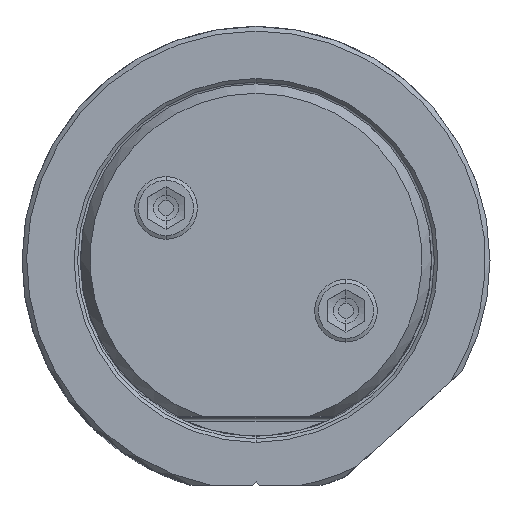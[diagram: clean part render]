
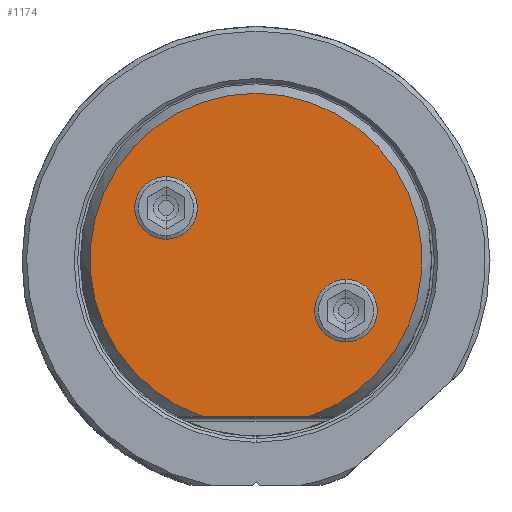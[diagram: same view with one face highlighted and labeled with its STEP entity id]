
A CAD part, top view. The second image highlights one B-rep face of the part: STEP entity #1174.
In plain terms, the highlighted planar face has unit normal (0, 0, 1).
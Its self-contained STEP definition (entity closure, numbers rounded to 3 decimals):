
#88=FACE_BOUND('',#1862,.T.);
#89=FACE_BOUND('',#1863,.T.);
#90=FACE_BOUND('',#1864,.T.);
#186=PLANE('',#6169);
#401=LINE('',#11884,#725);
#725=VECTOR('',#7323,1.);
#1174=ADVANCED_FACE('',(#88,#89,#90),#186,.T.);
#1862=EDGE_LOOP('',(#3074,#3075,#3076));
#1863=EDGE_LOOP('',(#3077,#3078));
#1864=EDGE_LOOP('',(#3079,#3080));
#3074=ORIENTED_EDGE('',*,*,#5016,.T.);
#3075=ORIENTED_EDGE('',*,*,#5019,.T.);
#3076=ORIENTED_EDGE('',*,*,#5017,.T.);
#3077=ORIENTED_EDGE('',*,*,#5022,.T.);
#3078=ORIENTED_EDGE('',*,*,#5023,.T.);
#3079=ORIENTED_EDGE('',*,*,#5024,.T.);
#3080=ORIENTED_EDGE('',*,*,#5025,.T.);
#4321=VERTEX_POINT('',#11874);
#4322=VERTEX_POINT('',#11876);
#4323=VERTEX_POINT('',#11878);
#4324=VERTEX_POINT('',#11891);
#4325=VERTEX_POINT('',#11892);
#4326=VERTEX_POINT('',#11895);
#4327=VERTEX_POINT('',#11896);
#5016=EDGE_CURVE('',#4322,#4321,#5537,.T.);
#5017=EDGE_CURVE('',#4323,#4322,#5538,.T.);
#5019=EDGE_CURVE('',#4321,#4323,#401,.T.);
#5022=EDGE_CURVE('',#4324,#4325,#5539,.T.);
#5023=EDGE_CURVE('',#4325,#4324,#5540,.T.);
#5024=EDGE_CURVE('',#4326,#4327,#5541,.T.);
#5025=EDGE_CURVE('',#4327,#4326,#5542,.T.);
#5537=CIRCLE('',#6159,18.022);
#5538=CIRCLE('',#6160,18.022);
#5539=CIRCLE('',#6165,3.4);
#5540=CIRCLE('',#6166,3.4);
#5541=CIRCLE('',#6167,3.4);
#5542=CIRCLE('',#6168,3.4);
#6159=AXIS2_PLACEMENT_3D('',#11875,#7317,#7318);
#6160=AXIS2_PLACEMENT_3D('',#11877,#7319,#7320);
#6165=AXIS2_PLACEMENT_3D('',#11890,#7332,#7333);
#6166=AXIS2_PLACEMENT_3D('',#11893,#7334,#7335);
#6167=AXIS2_PLACEMENT_3D('',#11894,#7336,#7337);
#6168=AXIS2_PLACEMENT_3D('',#11897,#7338,#7339);
#6169=AXIS2_PLACEMENT_3D('',#11898,#7340,#7341);
#7317=DIRECTION('',(0.,0.,1.));
#7318=DIRECTION('',(0.,1.,0.));
#7319=DIRECTION('',(0.,0.,1.));
#7320=DIRECTION('',(0.324,-0.946,0.));
#7323=DIRECTION('',(1.,0.,0.));
#7332=DIRECTION('',(0.,0.,-1.));
#7333=DIRECTION('',(1.,0.,0.));
#7334=DIRECTION('',(0.,0.,-1.));
#7335=DIRECTION('',(-1.,0.,0.));
#7336=DIRECTION('',(0.,0.,-1.));
#7337=DIRECTION('',(1.,0.,0.));
#7338=DIRECTION('',(0.,0.,-1.));
#7339=DIRECTION('',(-1.,0.,0.));
#7340=DIRECTION('',(0.,0.,1.));
#7341=DIRECTION('',(1.,0.,0.));
#11874=CARTESIAN_POINT('',(-5.839,-17.05,69.85));
#11875=CARTESIAN_POINT('',(0.,0.,69.85));
#11876=CARTESIAN_POINT('',(0.,18.022,69.85));
#11877=CARTESIAN_POINT('',(0.,0.,69.85));
#11878=CARTESIAN_POINT('',(5.839,-17.05,69.85));
#11884=CARTESIAN_POINT('',(-5.839,-17.05,69.85));
#11890=CARTESIAN_POINT('',(9.767,-5.577,69.85));
#11891=CARTESIAN_POINT('',(13.167,-5.577,69.85));
#11892=CARTESIAN_POINT('',(6.367,-5.577,69.85));
#11893=CARTESIAN_POINT('',(9.767,-5.577,69.85));
#11894=CARTESIAN_POINT('',(-9.767,5.577,69.85));
#11895=CARTESIAN_POINT('',(-6.367,5.577,69.85));
#11896=CARTESIAN_POINT('',(-13.167,5.577,69.85));
#11897=CARTESIAN_POINT('',(-9.767,5.577,69.85));
#11898=CARTESIAN_POINT('',(0.,0.486,69.85));
